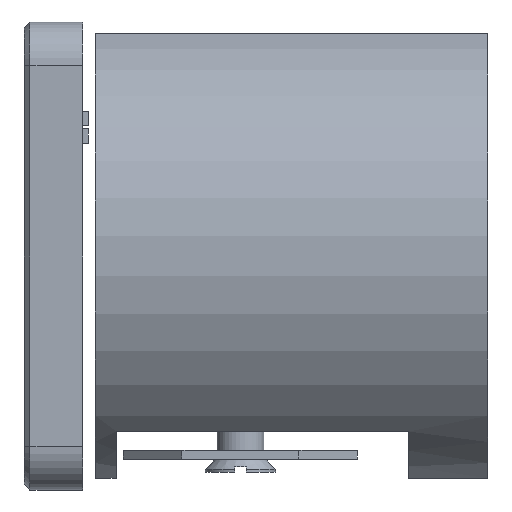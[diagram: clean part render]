
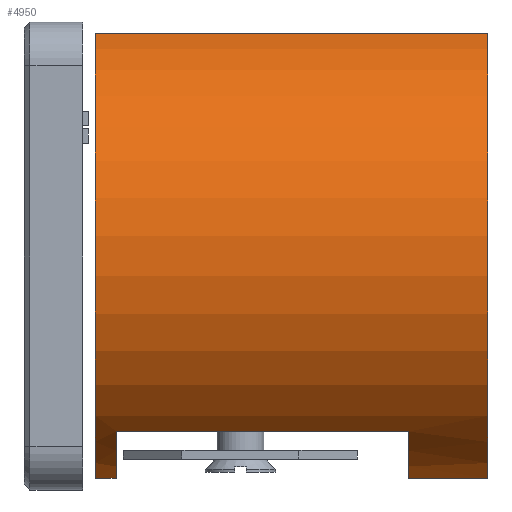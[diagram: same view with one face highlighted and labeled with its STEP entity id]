
A CAD part, left-side view. The second image highlights one B-rep face of the part: STEP entity #4950.
In plain terms, the highlighted cylindrical face has radius 8 mm (diameter 16 mm), a partial arc.
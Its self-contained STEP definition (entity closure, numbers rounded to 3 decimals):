
#155 = VERTEX_POINT ( 'NONE', #6791 ) ;
#161 = CARTESIAN_POINT ( 'NONE',  ( 0., 13., 0. ) ) ;
#278 = CYLINDRICAL_SURFACE ( 'NONE', #3408, 8. ) ;
#497 = DIRECTION ( 'NONE',  ( 0., 0., -1. ) ) ;
#508 = AXIS2_PLACEMENT_3D ( 'NONE', #939, #6867, #6941 ) ;
#581 = ORIENTED_EDGE ( 'NONE', *, *, #5142, .T. ) ;
#597 = VERTEX_POINT ( 'NONE', #2961 ) ;
#618 = CIRCLE ( 'NONE', #6254, 8. ) ;
#636 = DIRECTION ( 'NONE',  ( 0., -1., 0. ) ) ;
#883 = VERTEX_POINT ( 'NONE', #5700 ) ;
#939 = CARTESIAN_POINT ( 'NONE',  ( 0., 12.5, 0. ) ) ;
#1015 = EDGE_CURVE ( 'NONE', #883, #6333, #6953, .T. ) ;
#1086 = VECTOR ( 'NONE', #6975, 1000. ) ;
#1142 = LINE ( 'NONE', #1242, #3479 ) ;
#1242 = CARTESIAN_POINT ( 'NONE',  ( -2.498, 13., -7.6 ) ) ;
#1312 = EDGE_CURVE ( 'NONE', #597, #3998, #1632, .T. ) ;
#1522 = VECTOR ( 'NONE', #2285, 1000. ) ;
#1579 = CARTESIAN_POINT ( 'NONE',  ( 0., 13.21, 0. ) ) ;
#1632 = CIRCLE ( 'NONE', #4923, 8. ) ;
#1664 = EDGE_CURVE ( 'NONE', #4041, #155, #2332, .T. ) ;
#1757 = VERTEX_POINT ( 'NONE', #6259 ) ;
#1767 = ORIENTED_EDGE ( 'NONE', *, *, #1312, .T. ) ;
#1818 = EDGE_CURVE ( 'NONE', #3998, #155, #1142, .T. ) ;
#1828 = LINE ( 'NONE', #5229, #3521 ) ;
#2285 = DIRECTION ( 'NONE',  ( 0., -1., 0. ) ) ;
#2332 = CIRCLE ( 'NONE', #3049, 8. ) ;
#2399 = EDGE_LOOP ( 'NONE', ( #7030, #3932, #5368, #6825, #581, #4534, #5076, #1767 ) ) ;
#2403 = DIRECTION ( 'NONE',  ( 0., -1., 0. ) ) ;
#2609 = DIRECTION ( 'NONE',  ( 0., 0., 1. ) ) ;
#2801 = CARTESIAN_POINT ( 'NONE',  ( -5.292, 12.5, -6. ) ) ;
#2961 = CARTESIAN_POINT ( 'NONE',  ( -5.292, 2.5, -6. ) ) ;
#3049 = AXIS2_PLACEMENT_3D ( 'NONE', #5467, #6160, #497 ) ;
#3328 = CARTESIAN_POINT ( 'NONE',  ( 0., 2.5, 0. ) ) ;
#3408 = AXIS2_PLACEMENT_3D ( 'NONE', #161, #2403, #4640 ) ;
#3479 = VECTOR ( 'NONE', #636, 1000. ) ;
#3498 = DIRECTION ( 'NONE',  ( 0., -1., 0. ) ) ;
#3521 = VECTOR ( 'NONE', #6827, 1000. ) ;
#3561 = VERTEX_POINT ( 'NONE', #4887 ) ;
#3644 = FACE_OUTER_BOUND ( 'NONE', #2399, .T. ) ;
#3932 = ORIENTED_EDGE ( 'NONE', *, *, #1664, .F. ) ;
#3998 = VERTEX_POINT ( 'NONE', #4395 ) ;
#4041 = VERTEX_POINT ( 'NONE', #6815 ) ;
#4109 = CARTESIAN_POINT ( 'NONE',  ( -2.498, 13., 7.6 ) ) ;
#4395 = CARTESIAN_POINT ( 'NONE',  ( -2.498, 2.5, -7.6 ) ) ;
#4463 = LINE ( 'NONE', #5648, #1522 ) ;
#4534 = ORIENTED_EDGE ( 'NONE', *, *, #1015, .T. ) ;
#4640 = DIRECTION ( 'NONE',  ( 0., 0., -1. ) ) ;
#4870 = EDGE_CURVE ( 'NONE', #6333, #597, #4463, .T. ) ;
#4887 = CARTESIAN_POINT ( 'NONE',  ( -2.498, 13.21, -7.6 ) ) ;
#4923 = AXIS2_PLACEMENT_3D ( 'NONE', #3328, #3498, #5097 ) ;
#4950 = ADVANCED_FACE ( 'NONE', ( #3644 ), #278, .T. ) ;
#5076 = ORIENTED_EDGE ( 'NONE', *, *, #4870, .T. ) ;
#5097 = DIRECTION ( 'NONE',  ( 1., 0., 0. ) ) ;
#5142 = EDGE_CURVE ( 'NONE', #3561, #883, #1828, .T. ) ;
#5229 = CARTESIAN_POINT ( 'NONE',  ( -2.498, 13., -7.6 ) ) ;
#5368 = ORIENTED_EDGE ( 'NONE', *, *, #6935, .T. ) ;
#5467 = CARTESIAN_POINT ( 'NONE',  ( 0., -0.21, 0. ) ) ;
#5648 = CARTESIAN_POINT ( 'NONE',  ( -5.292, 13., -6. ) ) ;
#5700 = CARTESIAN_POINT ( 'NONE',  ( -2.498, 12.5, -7.6 ) ) ;
#6012 = DIRECTION ( 'NONE',  ( 0., 1., 0. ) ) ;
#6160 = DIRECTION ( 'NONE',  ( 0., -1., 0. ) ) ;
#6254 = AXIS2_PLACEMENT_3D ( 'NONE', #1579, #6012, #2609 ) ;
#6259 = CARTESIAN_POINT ( 'NONE',  ( -2.498, 13.21, 7.6 ) ) ;
#6333 = VERTEX_POINT ( 'NONE', #2801 ) ;
#6569 = EDGE_CURVE ( 'NONE', #3561, #1757, #618, .T. ) ;
#6791 = CARTESIAN_POINT ( 'NONE',  ( -2.498, -0.21, -7.6 ) ) ;
#6815 = CARTESIAN_POINT ( 'NONE',  ( -2.498, -0.21, 7.6 ) ) ;
#6825 = ORIENTED_EDGE ( 'NONE', *, *, #6569, .F. ) ;
#6827 = DIRECTION ( 'NONE',  ( 0., -1., 0. ) ) ;
#6867 = DIRECTION ( 'NONE',  ( 0., 1., 0. ) ) ;
#6908 = LINE ( 'NONE', #4109, #1086 ) ;
#6935 = EDGE_CURVE ( 'NONE', #4041, #1757, #6908, .T. ) ;
#6941 = DIRECTION ( 'NONE',  ( -1., 0., 0. ) ) ;
#6953 = CIRCLE ( 'NONE', #508, 8. ) ;
#6975 = DIRECTION ( 'NONE',  ( 0., 1., 0. ) ) ;
#7030 = ORIENTED_EDGE ( 'NONE', *, *, #1818, .T. ) ;
